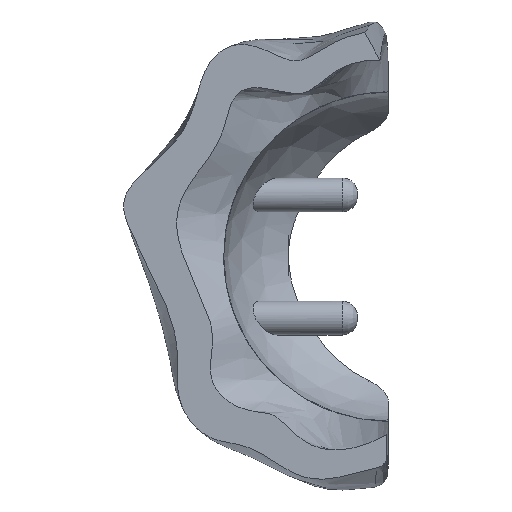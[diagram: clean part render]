
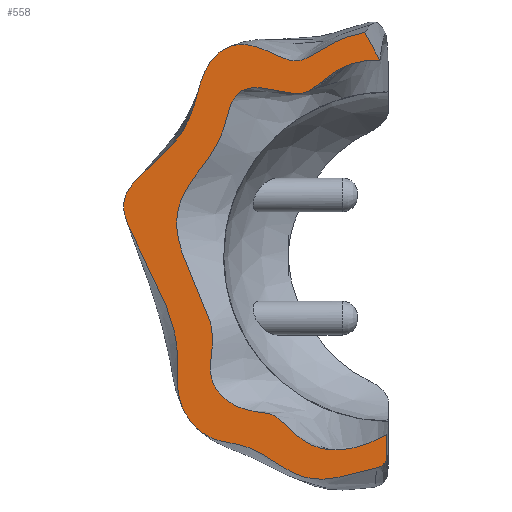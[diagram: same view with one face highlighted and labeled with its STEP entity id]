
A CAD part, front view. The second image highlights one B-rep face of the part: STEP entity #558.
In plain terms, the highlighted planar face has unit normal (0, -1, 0).
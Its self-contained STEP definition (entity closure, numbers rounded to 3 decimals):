
#49=PLANE($,#594);
#71=FACE_OUTER_BOUND($,#108,.T.);
#108=EDGE_LOOP($,(#415,#416,#417,#418,#419));
#178=B_SPLINE_CURVE_WITH_KNOTS($,3,(#1113,#1114,#1115,#1116,#1117,#1118,
#1119,#1120,#1121,#1122,#1123,#1124,#1125),.UNSPECIFIED.,.F.,.F.,(4,3,3,
3,4),(0.05,0.079,0.081,0.11,
0.138),.UNSPECIFIED.);
#188=B_SPLINE_CURVE_WITH_KNOTS($,3,(#1222,#1223,#1224,#1225),
 .UNSPECIFIED.,.F.,.F.,(4,4),(0.,1.),.UNSPECIFIED.);
#190=B_SPLINE_CURVE_WITH_KNOTS($,3,(#1370,#1371,#1372,#1373,#1374,#1375,
#1376,#1377,#1378,#1379,#1380,#1381,#1382,#1383,#1384,#1385,#1386,#1387,
#1388,#1389,#1390,#1391,#1392,#1393,#1394,#1395,#1396,#1397,#1398,#1399,
#1400,#1401,#1402,#1403,#1404),.UNSPECIFIED.,.F.,.F.,(4,1,1,1,1,1,1,1,1,
1,1,1,1,1,1,1,1,1,1,1,1,1,1,1,1,1,1,1,1,1,1,1,4),(0.006,0.042,
0.077,0.113,0.148,0.184,
0.219,0.255,0.29,0.326,
0.361,0.397,0.432,0.479,
0.527,0.574,0.598,0.621,
0.645,0.669,0.692,0.716,
0.763,0.811,0.834,0.858,
0.894,0.911,0.929,0.947,
0.965,0.982,1.),.UNSPECIFIED.);
#191=B_SPLINE_CURVE_WITH_KNOTS($,3,(#1407,#1408,#1409,#1410),
 .UNSPECIFIED.,.F.,.F.,(4,4),(0.,0.813),.UNSPECIFIED.);
#192=B_SPLINE_CURVE_WITH_KNOTS($,3,(#1411,#1412,#1413,#1414,#1415,#1416,
#1417,#1418,#1419,#1420,#1421,#1422,#1423,#1424,#1425,#1426,#1427,#1428,
#1429,#1430,#1431,#1432,#1433,#1434,#1435,#1436,#1437,#1438,#1439,#1440,
#1441,#1442,#1443,#1444,#1445,#1446,#1447,#1448,#1449,#1450),
 .UNSPECIFIED.,.F.,.F.,(4,1,1,1,1,1,1,1,1,1,1,1,1,1,1,1,1,1,1,1,1,1,1,1,
1,1,1,1,1,1,1,1,1,1,1,1,1,4),(0.,0.018,0.036,
0.054,0.071,0.089,0.107,
0.143,0.155,0.19,0.214,
0.238,0.262,0.286,0.321,
0.333,0.357,0.381,0.417,
0.429,0.452,0.476,0.524,
0.571,0.619,0.643,0.667,
0.69,0.714,0.75,0.786,0.821,
0.839,0.857,0.893,0.929,
0.964,1.),.UNSPECIFIED.);
#232=VERTEX_POINT($,#1111);
#233=VERTEX_POINT($,#1112);
#239=VERTEX_POINT($,#1216);
#240=VERTEX_POINT($,#1221);
#241=VERTEX_POINT($,#1406);
#295=EDGE_CURVE($,#232,#233,#178,.T.);
#305=EDGE_CURVE($,#239,#240,#188,.T.);
#307=EDGE_CURVE($,#233,#239,#190,.T.);
#308=EDGE_CURVE($,#241,#232,#191,.T.);
#309=EDGE_CURVE($,#240,#241,#192,.T.);
#415=ORIENTED_EDGE($,*,*,#295,.F.);
#416=ORIENTED_EDGE($,*,*,#308,.F.);
#417=ORIENTED_EDGE($,*,*,#309,.F.);
#418=ORIENTED_EDGE($,*,*,#305,.F.);
#419=ORIENTED_EDGE($,*,*,#307,.F.);
#558=ADVANCED_FACE($,(#71),#49,.T.);
#594=AXIS2_PLACEMENT_3D($,#1405,#644,#645);
#644=DIRECTION('center_axis',(0.,-1.,0.));
#645=DIRECTION('ref_axis',(0.,0.,1.));
#1111=CARTESIAN_POINT('',(-0.119,-24.5,-13.215));
#1112=CARTESIAN_POINT('',(-0.786,-24.5,-13.732));
#1113=CARTESIAN_POINT('Ctrl Pts',(-0.119,-24.5,
-13.215));
#1114=CARTESIAN_POINT('Ctrl Pts',(-0.163,-24.5,-13.3));
#1115=CARTESIAN_POINT('Ctrl Pts',(-0.219,-24.5,
-13.378));
#1116=CARTESIAN_POINT('Ctrl Pts',(-0.285,-24.5,
-13.448));
#1117=CARTESIAN_POINT('Ctrl Pts',(-0.29,-24.5,-13.453));
#1118=CARTESIAN_POINT('Ctrl Pts',(-0.295,-24.5,
-13.458));
#1119=CARTESIAN_POINT('Ctrl Pts',(-0.3,-24.5,
-13.463));
#1120=CARTESIAN_POINT('Ctrl Pts',(-0.367,-24.5,
-13.53));
#1121=CARTESIAN_POINT('Ctrl Pts',(-0.442,-24.5,
-13.587));
#1122=CARTESIAN_POINT('Ctrl Pts',(-0.525,-24.5,
-13.632));
#1123=CARTESIAN_POINT('Ctrl Pts',(-0.607,-24.5,
-13.678));
#1124=CARTESIAN_POINT('Ctrl Pts',(-0.694,-24.5,
-13.712));
#1125=CARTESIAN_POINT('Ctrl Pts',(-0.786,-24.5,
-13.732));
#1216=CARTESIAN_POINT('',(-1.537,-24.5,14.56));
#1221=CARTESIAN_POINT('',(-0.553,-24.5,12.757));
#1222=CARTESIAN_POINT('Ctrl Pts',(-1.537,-24.5,14.56));
#1223=CARTESIAN_POINT('Ctrl Pts',(-1.209,-24.5,13.959));
#1224=CARTESIAN_POINT('Ctrl Pts',(-0.881,-24.5,13.358));
#1225=CARTESIAN_POINT('Ctrl Pts',(-0.553,-24.5,12.757));
#1370=CARTESIAN_POINT('Ctrl Pts',(-0.786,-24.5,-13.732));
#1371=CARTESIAN_POINT('Ctrl Pts',(-1.999,-24.5,-14.005));
#1372=CARTESIAN_POINT('Ctrl Pts',(-3.817,-24.5,-14.591));
#1373=CARTESIAN_POINT('Ctrl Pts',(-5.778,-24.5,-14.394));
#1374=CARTESIAN_POINT('Ctrl Pts',(-7.467,-24.5,-13.285));
#1375=CARTESIAN_POINT('Ctrl Pts',(-8.919,-24.5,-12.395));
#1376=CARTESIAN_POINT('Ctrl Pts',(-10.191,-24.5,-12.104));
#1377=CARTESIAN_POINT('Ctrl Pts',(-11.37,-24.5,-11.922));
#1378=CARTESIAN_POINT('Ctrl Pts',(-12.48,-24.5,-11.243));
#1379=CARTESIAN_POINT('Ctrl Pts',(-13.361,-24.5,-10.056));
#1380=CARTESIAN_POINT('Ctrl Pts',(-13.752,-24.5,-8.7));
#1381=CARTESIAN_POINT('Ctrl Pts',(-13.696,-24.5,-7.318));
#1382=CARTESIAN_POINT('Ctrl Pts',(-13.686,-24.5,-5.686));
#1383=CARTESIAN_POINT('Ctrl Pts',(-14.285,-24.5,-3.342));
#1384=CARTESIAN_POINT('Ctrl Pts',(-15.714,-24.5,-0.337));
#1385=CARTESIAN_POINT('Ctrl Pts',(-17.13,-24.5,2.239));
#1386=CARTESIAN_POINT('Ctrl Pts',(-17.337,-24.5,3.65));
#1387=CARTESIAN_POINT('Ctrl Pts',(-16.652,-24.5,4.732));
#1388=CARTESIAN_POINT('Ctrl Pts',(-15.809,-24.5,5.567));
#1389=CARTESIAN_POINT('Ctrl Pts',(-14.782,-24.5,6.469));
#1390=CARTESIAN_POINT('Ctrl Pts',(-13.831,-24.5,7.442));
#1391=CARTESIAN_POINT('Ctrl Pts',(-13.116,-24.5,8.482));
#1392=CARTESIAN_POINT('Ctrl Pts',(-12.528,-24.5,9.924));
#1393=CARTESIAN_POINT('Ctrl Pts',(-12.195,-24.5,11.756));
#1394=CARTESIAN_POINT('Ctrl Pts',(-11.239,-24.5,13.237));
#1395=CARTESIAN_POINT('Ctrl Pts',(-10.038,-24.5,13.795));
#1396=CARTESIAN_POINT('Ctrl Pts',(-8.857,-24.5,13.795));
#1397=CARTESIAN_POINT('Ctrl Pts',(-7.697,-24.5,13.294));
#1398=CARTESIAN_POINT('Ctrl Pts',(-6.698,-24.5,12.82));
#1399=CARTESIAN_POINT('Ctrl Pts',(-6.013,-24.5,12.661));
#1400=CARTESIAN_POINT('Ctrl Pts',(-5.365,-24.5,12.822));
#1401=CARTESIAN_POINT('Ctrl Pts',(-4.611,-24.5,13.302));
#1402=CARTESIAN_POINT('Ctrl Pts',(-3.513,-24.5,13.984));
#1403=CARTESIAN_POINT('Ctrl Pts',(-2.321,-24.5,14.412));
#1404=CARTESIAN_POINT('Ctrl Pts',(-1.537,-24.5,14.56));
#1405=CARTESIAN_POINT('Origin',(0.,-24.5,-18.));
#1406=CARTESIAN_POINT('',(-0.119,-24.5,-11.575));
#1407=CARTESIAN_POINT('Ctrl Pts',(-0.119,-24.5,-11.575));
#1408=CARTESIAN_POINT('Ctrl Pts',(-0.119,-24.5,-12.122));
#1409=CARTESIAN_POINT('Ctrl Pts',(-0.119,-24.5,-12.669));
#1410=CARTESIAN_POINT('Ctrl Pts',(-0.119,-24.5,-13.215));
#1411=CARTESIAN_POINT('Ctrl Pts',(-0.553,-24.5,12.757));
#1412=CARTESIAN_POINT('Ctrl Pts',(-1.333,-24.5,12.781));
#1413=CARTESIAN_POINT('Ctrl Pts',(-2.539,-24.5,12.563));
#1414=CARTESIAN_POINT('Ctrl Pts',(-3.681,-24.5,11.895));
#1415=CARTESIAN_POINT('Ctrl Pts',(-4.464,-24.5,11.223));
#1416=CARTESIAN_POINT('Ctrl Pts',(-5.103,-24.5,10.752));
#1417=CARTESIAN_POINT('Ctrl Pts',(-5.732,-24.5,10.564));
#1418=CARTESIAN_POINT('Ctrl Pts',(-6.602,-24.5,10.617));
#1419=CARTESIAN_POINT('Ctrl Pts',(-7.419,-24.5,10.843));
#1420=CARTESIAN_POINT('Ctrl Pts',(-8.407,-24.5,11.009));
#1421=CARTESIAN_POINT('Ctrl Pts',(-9.182,-24.5,10.982));
#1422=CARTESIAN_POINT('Ctrl Pts',(-9.837,-24.5,10.597));
#1423=CARTESIAN_POINT('Ctrl Pts',(-10.208,-24.5,10.043));
#1424=CARTESIAN_POINT('Ctrl Pts',(-10.442,-24.5,9.288));
#1425=CARTESIAN_POINT('Ctrl Pts',(-10.689,-24.5,8.246));
#1426=CARTESIAN_POINT('Ctrl Pts',(-11.101,-24.5,7.285));
#1427=CARTESIAN_POINT('Ctrl Pts',(-11.728,-24.5,6.323));
#1428=CARTESIAN_POINT('Ctrl Pts',(-12.349,-24.5,5.516));
#1429=CARTESIAN_POINT('Ctrl Pts',(-13.228,-24.5,4.346));
#1430=CARTESIAN_POINT('Ctrl Pts',(-13.688,-24.5,3.225));
#1431=CARTESIAN_POINT('Ctrl Pts',(-13.779,-24.5,2.006));
#1432=CARTESIAN_POINT('Ctrl Pts',(-13.638,-24.5,0.944));
#1433=CARTESIAN_POINT('Ctrl Pts',(-13.069,-24.5,-0.773));
#1434=CARTESIAN_POINT('Ctrl Pts',(-12.107,-24.5,-2.731));
#1435=CARTESIAN_POINT('Ctrl Pts',(-11.379,-24.5,-4.576));
#1436=CARTESIAN_POINT('Ctrl Pts',(-11.422,-24.5,-5.929));
#1437=CARTESIAN_POINT('Ctrl Pts',(-11.572,-24.5,-6.958));
#1438=CARTESIAN_POINT('Ctrl Pts',(-11.569,-24.5,-7.7));
#1439=CARTESIAN_POINT('Ctrl Pts',(-11.35,-24.5,-8.4));
#1440=CARTESIAN_POINT('Ctrl Pts',(-10.812,-24.5,-9.133));
#1441=CARTESIAN_POINT('Ctrl Pts',(-9.883,-24.5,-9.775));
#1442=CARTESIAN_POINT('Ctrl Pts',(-8.822,-24.5,-10.084));
#1443=CARTESIAN_POINT('Ctrl Pts',(-8.092,-24.5,-10.118));
#1444=CARTESIAN_POINT('Ctrl Pts',(-7.582,-24.5,-10.248));
#1445=CARTESIAN_POINT('Ctrl Pts',(-7.086,-24.5,-10.52));
#1446=CARTESIAN_POINT('Ctrl Pts',(-6.434,-24.5,-11.183));
#1447=CARTESIAN_POINT('Ctrl Pts',(-5.285,-24.5,-12.241));
#1448=CARTESIAN_POINT('Ctrl Pts',(-3.357,-24.5,-12.794));
#1449=CARTESIAN_POINT('Ctrl Pts',(-1.343,-24.5,-12.243));
#1450=CARTESIAN_POINT('Ctrl Pts',(-0.119,-24.5,-11.575));
